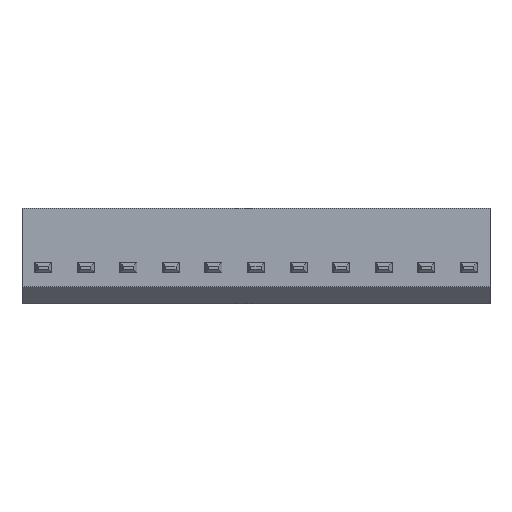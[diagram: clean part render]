
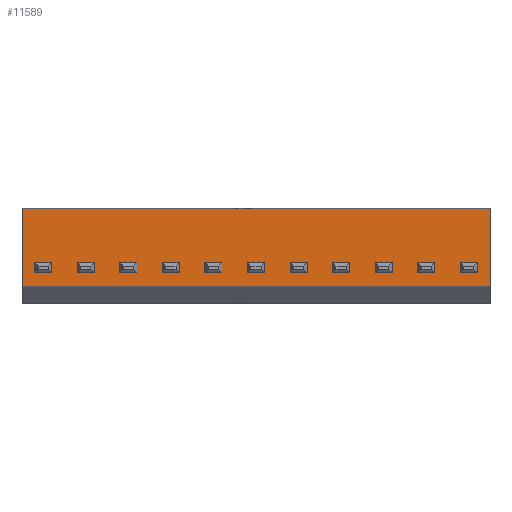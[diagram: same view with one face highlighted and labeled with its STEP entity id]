
A CAD part, top view. The second image highlights one B-rep face of the part: STEP entity #11589.
In plain terms, the highlighted planar face has unit normal (0, 0, 1).
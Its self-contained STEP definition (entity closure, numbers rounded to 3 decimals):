
#11589 = ADVANCED_FACE('',(#11590),#11604,.T.);
#11590 = FACE_BOUND('',#11591,.T.);
#11591 = EDGE_LOOP('',(#11592,#11627,#11655,#11683));
#11592 = ORIENTED_EDGE('',*,*,#11593,.T.);
#11593 = EDGE_CURVE('',#11594,#11596,#11598,.T.);
#11594 = VERTEX_POINT('',#11595);
#11595 = CARTESIAN_POINT('',(-1.25,-1.1,3.2));
#11596 = VERTEX_POINT('',#11597);
#11597 = CARTESIAN_POINT('',(26.25,-1.1,3.2));
#11598 = SURFACE_CURVE('',#11599,(#11603,#11615),.PCURVE_S1.);
#11599 = LINE('',#11600,#11601);
#11600 = CARTESIAN_POINT('',(-1.25,-1.1,3.2));
#11601 = VECTOR('',#11602,1.);
#11602 = DIRECTION('',(1.,0.,0.));
#11603 = PCURVE('',#11604,#11609);
#11604 = PLANE('',#11605);
#11605 = AXIS2_PLACEMENT_3D('',#11606,#11607,#11608);
#11606 = CARTESIAN_POINT('',(-1.25,-1.1,3.2));
#11607 = DIRECTION('',(0.,0.,1.));
#11608 = DIRECTION('',(0.,1.,0.));
#11609 = DEFINITIONAL_REPRESENTATION('',(#11610),#11614);
#11610 = LINE('',#11611,#11612);
#11611 = CARTESIAN_POINT('',(0.,0.));
#11612 = VECTOR('',#11613,1.);
#11613 = DIRECTION('',(0.,-1.));
#11614 = ( GEOMETRIC_REPRESENTATION_CONTEXT(2) 
PARAMETRIC_REPRESENTATION_CONTEXT() REPRESENTATION_CONTEXT('2D SPACE',''
  ) );
#11615 = PCURVE('',#11616,#11621);
#11616 = PLANE('',#11617);
#11617 = AXIS2_PLACEMENT_3D('',#11618,#11619,#11620);
#11618 = CARTESIAN_POINT('',(-1.25,-1.1,3.2));
#11619 = DIRECTION('',(0.,0.707,-0.707));
#11620 = DIRECTION('',(0.,-0.707,-0.707));
#11621 = DEFINITIONAL_REPRESENTATION('',(#11622),#11626);
#11622 = LINE('',#11623,#11624);
#11623 = CARTESIAN_POINT('',(0.,0.));
#11624 = VECTOR('',#11625,1.);
#11625 = DIRECTION('',(0.,-1.));
#11626 = ( GEOMETRIC_REPRESENTATION_CONTEXT(2) 
PARAMETRIC_REPRESENTATION_CONTEXT() REPRESENTATION_CONTEXT('2D SPACE',''
  ) );
#11627 = ORIENTED_EDGE('',*,*,#11628,.T.);
#11628 = EDGE_CURVE('',#11596,#11629,#11631,.T.);
#11629 = VERTEX_POINT('',#11630);
#11630 = CARTESIAN_POINT('',(26.25,3.5,3.2));
#11631 = SURFACE_CURVE('',#11632,(#11636,#11643),.PCURVE_S1.);
#11632 = LINE('',#11633,#11634);
#11633 = CARTESIAN_POINT('',(26.25,-1.1,3.2));
#11634 = VECTOR('',#11635,1.);
#11635 = DIRECTION('',(0.,1.,0.));
#11636 = PCURVE('',#11604,#11637);
#11637 = DEFINITIONAL_REPRESENTATION('',(#11638),#11642);
#11638 = LINE('',#11639,#11640);
#11639 = CARTESIAN_POINT('',(0.,-27.5));
#11640 = VECTOR('',#11641,1.);
#11641 = DIRECTION('',(1.,0.));
#11642 = ( GEOMETRIC_REPRESENTATION_CONTEXT(2) 
PARAMETRIC_REPRESENTATION_CONTEXT() REPRESENTATION_CONTEXT('2D SPACE',''
  ) );
#11643 = PCURVE('',#11644,#11649);
#11644 = PLANE('',#11645);
#11645 = AXIS2_PLACEMENT_3D('',#11646,#11647,#11648);
#11646 = CARTESIAN_POINT('',(26.25,0.951,1.622));
#11647 = DIRECTION('',(1.,0.,0.));
#11648 = DIRECTION('',(0.,0.,1.));
#11649 = DEFINITIONAL_REPRESENTATION('',(#11650),#11654);
#11650 = LINE('',#11651,#11652);
#11651 = CARTESIAN_POINT('',(1.578,2.051));
#11652 = VECTOR('',#11653,1.);
#11653 = DIRECTION('',(0.,-1.));
#11654 = ( GEOMETRIC_REPRESENTATION_CONTEXT(2) 
PARAMETRIC_REPRESENTATION_CONTEXT() REPRESENTATION_CONTEXT('2D SPACE',''
  ) );
#11655 = ORIENTED_EDGE('',*,*,#11656,.F.);
#11656 = EDGE_CURVE('',#11657,#11629,#11659,.T.);
#11657 = VERTEX_POINT('',#11658);
#11658 = CARTESIAN_POINT('',(-1.25,3.5,3.2));
#11659 = SURFACE_CURVE('',#11660,(#11664,#11671),.PCURVE_S1.);
#11660 = LINE('',#11661,#11662);
#11661 = CARTESIAN_POINT('',(-1.25,3.5,3.2));
#11662 = VECTOR('',#11663,1.);
#11663 = DIRECTION('',(1.,0.,0.));
#11664 = PCURVE('',#11604,#11665);
#11665 = DEFINITIONAL_REPRESENTATION('',(#11666),#11670);
#11666 = LINE('',#11667,#11668);
#11667 = CARTESIAN_POINT('',(4.6,0.));
#11668 = VECTOR('',#11669,1.);
#11669 = DIRECTION('',(0.,-1.));
#11670 = ( GEOMETRIC_REPRESENTATION_CONTEXT(2) 
PARAMETRIC_REPRESENTATION_CONTEXT() REPRESENTATION_CONTEXT('2D SPACE',''
  ) );
#11671 = PCURVE('',#11672,#11677);
#11672 = PLANE('',#11673);
#11673 = AXIS2_PLACEMENT_3D('',#11674,#11675,#11676);
#11674 = CARTESIAN_POINT('',(-1.25,3.5,3.2));
#11675 = DIRECTION('',(0.,1.,0.));
#11676 = DIRECTION('',(0.,0.,-1.));
#11677 = DEFINITIONAL_REPRESENTATION('',(#11678),#11682);
#11678 = LINE('',#11679,#11680);
#11679 = CARTESIAN_POINT('',(0.,0.));
#11680 = VECTOR('',#11681,1.);
#11681 = DIRECTION('',(0.,-1.));
#11682 = ( GEOMETRIC_REPRESENTATION_CONTEXT(2) 
PARAMETRIC_REPRESENTATION_CONTEXT() REPRESENTATION_CONTEXT('2D SPACE',''
  ) );
#11683 = ORIENTED_EDGE('',*,*,#11684,.F.);
#11684 = EDGE_CURVE('',#11594,#11657,#11685,.T.);
#11685 = SURFACE_CURVE('',#11686,(#11690,#11697),.PCURVE_S1.);
#11686 = LINE('',#11687,#11688);
#11687 = CARTESIAN_POINT('',(-1.25,-1.1,3.2));
#11688 = VECTOR('',#11689,1.);
#11689 = DIRECTION('',(0.,1.,0.));
#11690 = PCURVE('',#11604,#11691);
#11691 = DEFINITIONAL_REPRESENTATION('',(#11692),#11696);
#11692 = LINE('',#11693,#11694);
#11693 = CARTESIAN_POINT('',(0.,0.));
#11694 = VECTOR('',#11695,1.);
#11695 = DIRECTION('',(1.,0.));
#11696 = ( GEOMETRIC_REPRESENTATION_CONTEXT(2) 
PARAMETRIC_REPRESENTATION_CONTEXT() REPRESENTATION_CONTEXT('2D SPACE',''
  ) );
#11697 = PCURVE('',#11698,#11703);
#11698 = PLANE('',#11699);
#11699 = AXIS2_PLACEMENT_3D('',#11700,#11701,#11702);
#11700 = CARTESIAN_POINT('',(-1.25,0.951,1.622));
#11701 = DIRECTION('',(1.,0.,0.));
#11702 = DIRECTION('',(0.,0.,1.));
#11703 = DEFINITIONAL_REPRESENTATION('',(#11704),#11708);
#11704 = LINE('',#11705,#11706);
#11705 = CARTESIAN_POINT('',(1.578,2.051));
#11706 = VECTOR('',#11707,1.);
#11707 = DIRECTION('',(0.,-1.));
#11708 = ( GEOMETRIC_REPRESENTATION_CONTEXT(2) 
PARAMETRIC_REPRESENTATION_CONTEXT() REPRESENTATION_CONTEXT('2D SPACE',''
  ) );
